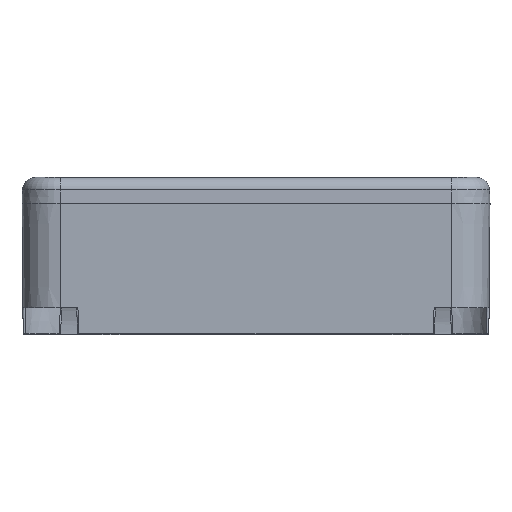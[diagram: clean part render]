
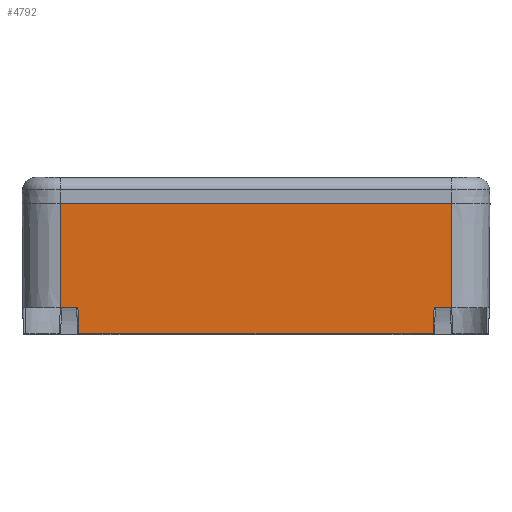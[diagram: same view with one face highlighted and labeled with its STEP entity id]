
A CAD part, top view. The second image highlights one B-rep face of the part: STEP entity #4792.
In plain terms, the highlighted planar face has unit normal (0, -0.009, 1).
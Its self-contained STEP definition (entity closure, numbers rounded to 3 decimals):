
#29 = EDGE_CURVE ( 'NONE', #3477, #5763, #1913, .T. ) ;
#53 = EDGE_CURVE ( 'NONE', #4301, #5356, #3130, .T. ) ;
#107 = EDGE_CURVE ( 'NONE', #1953, #6380, #1509, .T. ) ;
#182 = B_SPLINE_CURVE_WITH_KNOTS ( 'NONE', 3,
 ( #3563, #1555, #4144, #2006, #1037, #6184, #471 ),
 .UNSPECIFIED., .F., .F.,
 ( 4, 3, 4 ),
 ( 0., 0.001, 0.002 ),
 .UNSPECIFIED. ) ;
#225 = VECTOR ( 'NONE', #6108, 1000. ) ;
#452 = CARTESIAN_POINT ( 'NONE',  ( 15., 0., 17.857 ) ) ;
#471 = CARTESIAN_POINT ( 'NONE',  ( -13.583, 0., 17.857 ) ) ;
#593 = VERTEX_POINT ( 'NONE', #6122 ) ;
#634 = ORIENTED_EDGE ( 'NONE', *, *, #4574, .F. ) ;
#693 = CARTESIAN_POINT ( 'NONE',  ( 13.657, 2., 17.875 ) ) ;
#742 = DIRECTION ( 'NONE',  ( 0., -1., -0.009 ) ) ;
#941 = CARTESIAN_POINT ( 'NONE',  ( 13.632, 1.349, 17.869 ) ) ;
#969 = CARTESIAN_POINT ( 'NONE',  ( 15., 2., 17.875 ) ) ;
#1037 = CARTESIAN_POINT ( 'NONE',  ( -13.608, 0.682, 17.863 ) ) ;
#1130 = CARTESIAN_POINT ( 'NONE',  ( 15., 0., 17.857 ) ) ;
#1463 = VECTOR ( 'NONE', #5265, 1000. ) ;
#1500 = CARTESIAN_POINT ( 'NONE',  ( 13.62, 1.023, 17.866 ) ) ;
#1509 = LINE ( 'NONE', #3744, #5782 ) ;
#1555 = CARTESIAN_POINT ( 'NONE',  ( -13.644, 1.674, 17.872 ) ) ;
#1621 = EDGE_CURVE ( 'NONE', #5763, #5356, #1942, .T. ) ;
#1792 = ORIENTED_EDGE ( 'NONE', *, *, #4932, .F. ) ;
#1913 = LINE ( 'NONE', #452, #3301 ) ;
#1942 = B_SPLINE_CURVE_WITH_KNOTS ( 'NONE', 3,
 ( #2923, #4985, #4593, #1500, #941, #6662, #1999 ),
 .UNSPECIFIED., .F., .F.,
 ( 4, 3, 4 ),
 ( 0., 0.001, 0.002 ),
 .UNSPECIFIED. ) ;
#1953 = VERTEX_POINT ( 'NONE', #2015 ) ;
#1958 = DIRECTION ( 'NONE',  ( -1., 0., 0. ) ) ;
#1968 = ORIENTED_EDGE ( 'NONE', *, *, #1621, .T. ) ;
#1989 = EDGE_CURVE ( 'NONE', #5579, #6380, #3994, .T. ) ;
#1999 = CARTESIAN_POINT ( 'NONE',  ( 13.657, 2., 17.875 ) ) ;
#2006 = CARTESIAN_POINT ( 'NONE',  ( -13.62, 1.023, 17.866 ) ) ;
#2015 = CARTESIAN_POINT ( 'NONE',  ( -15., 10., 17.944 ) ) ;
#2143 = DIRECTION ( 'NONE',  ( 0., -1., -0.009 ) ) ;
#2259 = AXIS2_PLACEMENT_3D ( 'NONE', #1130, #5128, #2143 ) ;
#2362 = CARTESIAN_POINT ( 'NONE',  ( 15., 0., 17.857 ) ) ;
#2923 = CARTESIAN_POINT ( 'NONE',  ( 13.583, 0., 17.857 ) ) ;
#2930 = LINE ( 'NONE', #2362, #6538 ) ;
#3104 = PLANE ( 'NONE',  #2259 ) ;
#3130 = LINE ( 'NONE', #969, #4642 ) ;
#3229 = ORIENTED_EDGE ( 'NONE', *, *, #1989, .F. ) ;
#3283 = CARTESIAN_POINT ( 'NONE',  ( -15., 10., 17.944 ) ) ;
#3301 = VECTOR ( 'NONE', #3541, 1000. ) ;
#3326 = DIRECTION ( 'NONE',  ( 0., -1., -0.009 ) ) ;
#3477 = VERTEX_POINT ( 'NONE', #5422 ) ;
#3541 = DIRECTION ( 'NONE',  ( 1., 0., 0. ) ) ;
#3563 = CARTESIAN_POINT ( 'NONE',  ( -13.657, 2., 17.875 ) ) ;
#3744 = CARTESIAN_POINT ( 'NONE',  ( -15., 0., 17.857 ) ) ;
#3994 = LINE ( 'NONE', #4078, #225 ) ;
#4078 = CARTESIAN_POINT ( 'NONE',  ( 15., 2., 17.875 ) ) ;
#4144 = CARTESIAN_POINT ( 'NONE',  ( -13.632, 1.349, 17.869 ) ) ;
#4209 = ORIENTED_EDGE ( 'NONE', *, *, #5588, .T. ) ;
#4301 = VERTEX_POINT ( 'NONE', #5981 ) ;
#4356 = EDGE_LOOP ( 'NONE', ( #4851, #1968, #5597, #1792, #634, #5435, #3229, #4209 ) ) ;
#4574 = EDGE_CURVE ( 'NONE', #1953, #593, #4998, .T. ) ;
#4593 = CARTESIAN_POINT ( 'NONE',  ( 13.608, 0.682, 17.863 ) ) ;
#4642 = VECTOR ( 'NONE', #1958, 1000. ) ;
#4792 = ADVANCED_FACE ( 'NONE', ( #5817 ), #3104, .T. ) ;
#4851 = ORIENTED_EDGE ( 'NONE', *, *, #29, .T. ) ;
#4932 = EDGE_CURVE ( 'NONE', #593, #4301, #2930, .T. ) ;
#4985 = CARTESIAN_POINT ( 'NONE',  ( 13.595, 0.341, 17.86 ) ) ;
#4998 = LINE ( 'NONE', #3283, #1463 ) ;
#5128 = DIRECTION ( 'NONE',  ( 0., -0.009, 1. ) ) ;
#5206 = CARTESIAN_POINT ( 'NONE',  ( 13.583, 0., 17.857 ) ) ;
#5265 = DIRECTION ( 'NONE',  ( 1., 0., 0. ) ) ;
#5304 = CARTESIAN_POINT ( 'NONE',  ( -15., 2., 17.875 ) ) ;
#5356 = VERTEX_POINT ( 'NONE', #693 ) ;
#5422 = CARTESIAN_POINT ( 'NONE',  ( -13.583, 0., 17.857 ) ) ;
#5435 = ORIENTED_EDGE ( 'NONE', *, *, #107, .T. ) ;
#5579 = VERTEX_POINT ( 'NONE', #6649 ) ;
#5588 = EDGE_CURVE ( 'NONE', #5579, #3477, #182, .T. ) ;
#5597 = ORIENTED_EDGE ( 'NONE', *, *, #53, .F. ) ;
#5763 = VERTEX_POINT ( 'NONE', #5206 ) ;
#5782 = VECTOR ( 'NONE', #3326, 1000. ) ;
#5817 = FACE_OUTER_BOUND ( 'NONE', #4356, .T. ) ;
#5981 = CARTESIAN_POINT ( 'NONE',  ( 15., 2., 17.875 ) ) ;
#6108 = DIRECTION ( 'NONE',  ( -1., 0., 0. ) ) ;
#6122 = CARTESIAN_POINT ( 'NONE',  ( 15., 10., 17.944 ) ) ;
#6184 = CARTESIAN_POINT ( 'NONE',  ( -13.595, 0.341, 17.86 ) ) ;
#6380 = VERTEX_POINT ( 'NONE', #5304 ) ;
#6538 = VECTOR ( 'NONE', #742, 1000. ) ;
#6649 = CARTESIAN_POINT ( 'NONE',  ( -13.657, 2., 17.875 ) ) ;
#6662 = CARTESIAN_POINT ( 'NONE',  ( 13.644, 1.674, 17.872 ) ) ;
